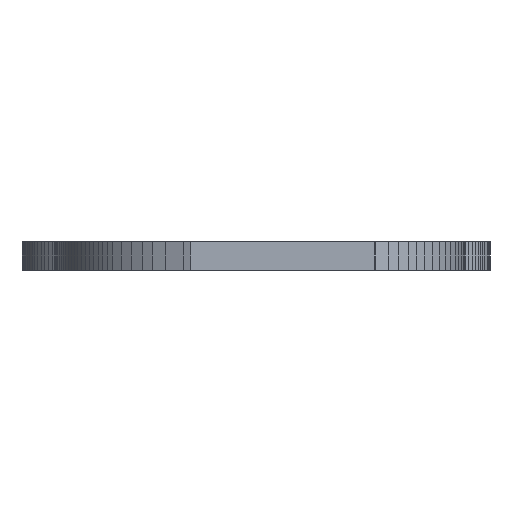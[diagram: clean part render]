
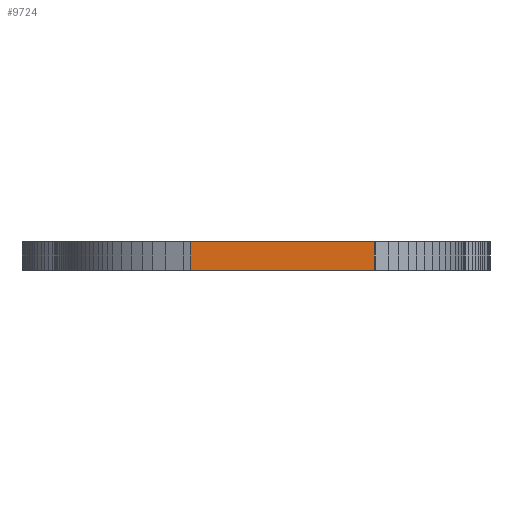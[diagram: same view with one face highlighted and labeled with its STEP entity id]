
A CAD part, front view. The second image highlights one B-rep face of the part: STEP entity #9724.
In plain terms, the highlighted planar face has unit normal (0, -1, 0).
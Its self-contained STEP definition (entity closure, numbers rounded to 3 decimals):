
#83 = PLANE('',#84);
#84 = AXIS2_PLACEMENT_3D('',#85,#86,#87);
#85 = CARTESIAN_POINT('',(62.266,-49.088,1.6));
#86 = DIRECTION('',(0.,0.,1.));
#87 = DIRECTION('',(1.,0.,-0.));
#137 = PLANE('',#138);
#138 = AXIS2_PLACEMENT_3D('',#139,#140,#141);
#139 = CARTESIAN_POINT('',(62.266,-49.088,0.));
#140 = DIRECTION('',(0.,0.,1.));
#141 = DIRECTION('',(1.,0.,-0.));
#9616 = PLANE('',#9617);
#9617 = AXIS2_PLACEMENT_3D('',#9618,#9619,#9620);
#9618 = CARTESIAN_POINT('',(58.382,-71.691,0.));
#9619 = DIRECTION('',(1.,0.,-0.));
#9620 = DIRECTION('',(0.,-1.,0.));
#9654 = VERTEX_POINT('',#9655);
#9655 = CARTESIAN_POINT('',(58.382,-74.231,1.6));
#9676 = EDGE_CURVE('',#9677,#9654,#9679,.T.);
#9677 = VERTEX_POINT('',#9678);
#9678 = CARTESIAN_POINT('',(58.382,-74.231,0.));
#9679 = SURFACE_CURVE('',#9680,(#9684,#9691),.PCURVE_S1.);
#9680 = LINE('',#9681,#9682);
#9681 = CARTESIAN_POINT('',(58.382,-74.231,0.));
#9682 = VECTOR('',#9683,1.);
#9683 = DIRECTION('',(0.,0.,1.));
#9684 = PCURVE('',#9616,#9685);
#9685 = DEFINITIONAL_REPRESENTATION('',(#9686),#9690);
#9686 = LINE('',#9687,#9688);
#9687 = CARTESIAN_POINT('',(2.54,0.));
#9688 = VECTOR('',#9689,1.);
#9689 = DIRECTION('',(0.,-1.));
#9690 = ( GEOMETRIC_REPRESENTATION_CONTEXT(2) 
PARAMETRIC_REPRESENTATION_CONTEXT() REPRESENTATION_CONTEXT('2D SPACE',''
  ) );
#9691 = PCURVE('',#9692,#9697);
#9692 = PLANE('',#9693);
#9693 = AXIS2_PLACEMENT_3D('',#9694,#9695,#9696);
#9694 = CARTESIAN_POINT('',(58.382,-74.231,0.));
#9695 = DIRECTION('',(0.,1.,0.));
#9696 = DIRECTION('',(1.,0.,0.));
#9697 = DEFINITIONAL_REPRESENTATION('',(#9698),#9702);
#9698 = LINE('',#9699,#9700);
#9699 = CARTESIAN_POINT('',(0.,0.));
#9700 = VECTOR('',#9701,1.);
#9701 = DIRECTION('',(0.,-1.));
#9702 = ( GEOMETRIC_REPRESENTATION_CONTEXT(2) 
PARAMETRIC_REPRESENTATION_CONTEXT() REPRESENTATION_CONTEXT('2D SPACE',''
  ) );
#9724 = ADVANCED_FACE('',(#9725),#9692,.F.);
#9725 = FACE_BOUND('',#9726,.F.);
#9726 = EDGE_LOOP('',(#9727,#9728,#9751,#9779));
#9727 = ORIENTED_EDGE('',*,*,#9676,.T.);
#9728 = ORIENTED_EDGE('',*,*,#9729,.T.);
#9729 = EDGE_CURVE('',#9654,#9730,#9732,.T.);
#9730 = VERTEX_POINT('',#9731);
#9731 = CARTESIAN_POINT('',(68.542,-74.231,1.6));
#9732 = SURFACE_CURVE('',#9733,(#9737,#9744),.PCURVE_S1.);
#9733 = LINE('',#9734,#9735);
#9734 = CARTESIAN_POINT('',(58.382,-74.231,1.6));
#9735 = VECTOR('',#9736,1.);
#9736 = DIRECTION('',(1.,0.,0.));
#9737 = PCURVE('',#9692,#9738);
#9738 = DEFINITIONAL_REPRESENTATION('',(#9739),#9743);
#9739 = LINE('',#9740,#9741);
#9740 = CARTESIAN_POINT('',(0.,-1.6));
#9741 = VECTOR('',#9742,1.);
#9742 = DIRECTION('',(1.,0.));
#9743 = ( GEOMETRIC_REPRESENTATION_CONTEXT(2) 
PARAMETRIC_REPRESENTATION_CONTEXT() REPRESENTATION_CONTEXT('2D SPACE',''
  ) );
#9744 = PCURVE('',#83,#9745);
#9745 = DEFINITIONAL_REPRESENTATION('',(#9746),#9750);
#9746 = LINE('',#9747,#9748);
#9747 = CARTESIAN_POINT('',(-3.884,-25.143));
#9748 = VECTOR('',#9749,1.);
#9749 = DIRECTION('',(1.,0.));
#9750 = ( GEOMETRIC_REPRESENTATION_CONTEXT(2) 
PARAMETRIC_REPRESENTATION_CONTEXT() REPRESENTATION_CONTEXT('2D SPACE',''
  ) );
#9751 = ORIENTED_EDGE('',*,*,#9752,.F.);
#9752 = EDGE_CURVE('',#9753,#9730,#9755,.T.);
#9753 = VERTEX_POINT('',#9754);
#9754 = CARTESIAN_POINT('',(68.542,-74.231,0.));
#9755 = SURFACE_CURVE('',#9756,(#9760,#9767),.PCURVE_S1.);
#9756 = LINE('',#9757,#9758);
#9757 = CARTESIAN_POINT('',(68.542,-74.231,0.));
#9758 = VECTOR('',#9759,1.);
#9759 = DIRECTION('',(0.,0.,1.));
#9760 = PCURVE('',#9692,#9761);
#9761 = DEFINITIONAL_REPRESENTATION('',(#9762),#9766);
#9762 = LINE('',#9763,#9764);
#9763 = CARTESIAN_POINT('',(10.16,0.));
#9764 = VECTOR('',#9765,1.);
#9765 = DIRECTION('',(0.,-1.));
#9766 = ( GEOMETRIC_REPRESENTATION_CONTEXT(2) 
PARAMETRIC_REPRESENTATION_CONTEXT() REPRESENTATION_CONTEXT('2D SPACE',''
  ) );
#9767 = PCURVE('',#9768,#9773);
#9768 = PLANE('',#9769);
#9769 = AXIS2_PLACEMENT_3D('',#9770,#9771,#9772);
#9770 = CARTESIAN_POINT('',(68.542,-74.231,0.));
#9771 = DIRECTION('',(-1.,0.,0.));
#9772 = DIRECTION('',(0.,1.,0.));
#9773 = DEFINITIONAL_REPRESENTATION('',(#9774),#9778);
#9774 = LINE('',#9775,#9776);
#9775 = CARTESIAN_POINT('',(0.,0.));
#9776 = VECTOR('',#9777,1.);
#9777 = DIRECTION('',(0.,-1.));
#9778 = ( GEOMETRIC_REPRESENTATION_CONTEXT(2) 
PARAMETRIC_REPRESENTATION_CONTEXT() REPRESENTATION_CONTEXT('2D SPACE',''
  ) );
#9779 = ORIENTED_EDGE('',*,*,#9780,.F.);
#9780 = EDGE_CURVE('',#9677,#9753,#9781,.T.);
#9781 = SURFACE_CURVE('',#9782,(#9786,#9793),.PCURVE_S1.);
#9782 = LINE('',#9783,#9784);
#9783 = CARTESIAN_POINT('',(58.382,-74.231,0.));
#9784 = VECTOR('',#9785,1.);
#9785 = DIRECTION('',(1.,0.,0.));
#9786 = PCURVE('',#9692,#9787);
#9787 = DEFINITIONAL_REPRESENTATION('',(#9788),#9792);
#9788 = LINE('',#9789,#9790);
#9789 = CARTESIAN_POINT('',(0.,0.));
#9790 = VECTOR('',#9791,1.);
#9791 = DIRECTION('',(1.,0.));
#9792 = ( GEOMETRIC_REPRESENTATION_CONTEXT(2) 
PARAMETRIC_REPRESENTATION_CONTEXT() REPRESENTATION_CONTEXT('2D SPACE',''
  ) );
#9793 = PCURVE('',#137,#9794);
#9794 = DEFINITIONAL_REPRESENTATION('',(#9795),#9799);
#9795 = LINE('',#9796,#9797);
#9796 = CARTESIAN_POINT('',(-3.884,-25.143));
#9797 = VECTOR('',#9798,1.);
#9798 = DIRECTION('',(1.,0.));
#9799 = ( GEOMETRIC_REPRESENTATION_CONTEXT(2) 
PARAMETRIC_REPRESENTATION_CONTEXT() REPRESENTATION_CONTEXT('2D SPACE',''
  ) );
